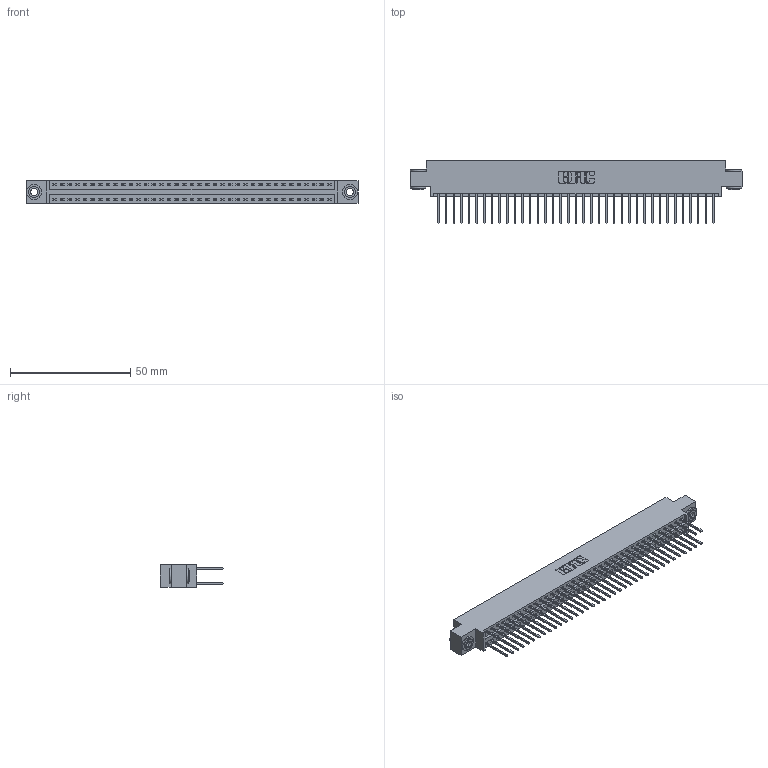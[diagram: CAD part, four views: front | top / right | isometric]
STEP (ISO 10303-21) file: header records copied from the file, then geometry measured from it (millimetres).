
FILE_DESCRIPTION (( 'STEP AP203' ), '1' );
FILE_NAME ('396-074-522-803.STEP', '2019-11-02T12:34:02', ( '' ), ( '' ), 'SwSTEP 2.0', 'SolidWorks 2016', '' );
FILE_SCHEMA (( 'CONFIG_CONTROL_DESIGN' ));
Length unit declared in the file: inch
Products named in the file (4): 345-250-002_345-250-002-102; 396-074-522-803; 346 Part_0.170 Offset - 0.156 Dia-TH; 345-292-001_345-293-122
Assembly tree (77 placements, depth 2):
  396-074-522-803
    346 Part_0.170 Offset - 0.156 Dia-TH
    345-292-001_345-293-122  x74
    345-250-002_345-250-002-102  x2
Bounding box: 138.05 x 26.42 x 9.4 mm (x, y, z)
Volume: 13477 mm3; surface area: 19719.3 mm2
Topology: 77 solids, 77 shells, 4012 faces, 11887 edges, 7822 vertices
Faces by surface type: plane 2680, cylinder 1324, cone 8
Entity records: 25620 total; most frequent: CARTESIAN_POINT 4207, ORIENTED_EDGE 4134, DIRECTION 3789, EDGE_CURVE 2067, VECTOR 1763, LINE 1763, VERTEX_POINT 1374, AXIS2_PLACEMENT_3D 1013
